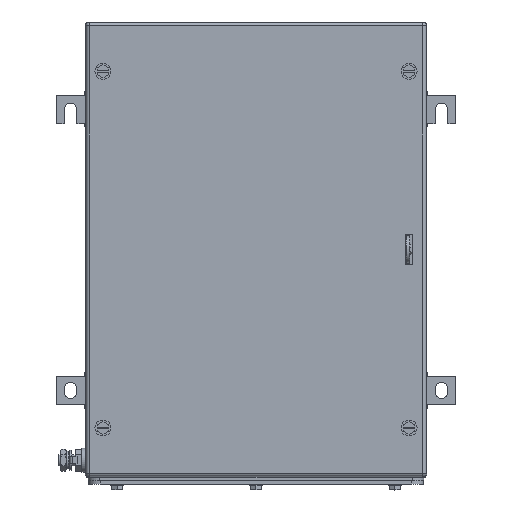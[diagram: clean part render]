
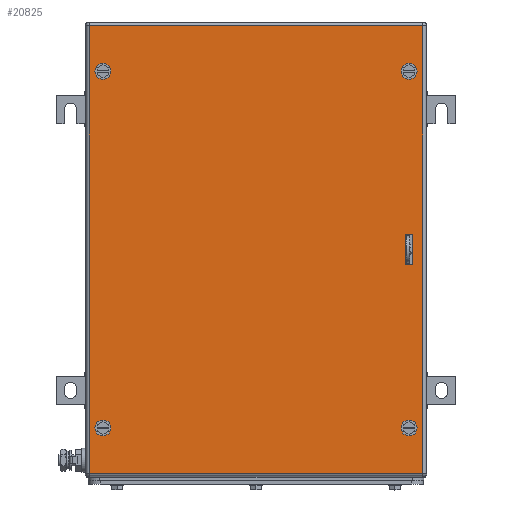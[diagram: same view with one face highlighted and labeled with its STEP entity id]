
A CAD part, top view. The second image highlights one B-rep face of the part: STEP entity #20825.
In plain terms, the highlighted planar face has unit normal (0, 0, 1).
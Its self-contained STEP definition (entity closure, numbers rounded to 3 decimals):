
#20665=AXIS2_PLACEMENT_3D('Circle Axis2P3D',#20663,#20664,$) ;
#20692=AXIS2_PLACEMENT_3D('Plane Axis2P3D',#20689,#20690,#20691) ;
#20730=AXIS2_PLACEMENT_3D('Circle Axis2P3D',#20728,#20729,$) ;
#20739=AXIS2_PLACEMENT_3D('Circle Axis2P3D',#20737,#20738,$) ;
#20748=AXIS2_PLACEMENT_3D('Circle Axis2P3D',#20746,#20747,$) ;
#20757=AXIS2_PLACEMENT_3D('Circle Axis2P3D',#20755,#20756,$) ;
#20766=AXIS2_PLACEMENT_3D('Circle Axis2P3D',#20764,#20765,$) ;
#20775=AXIS2_PLACEMENT_3D('Circle Axis2P3D',#20773,#20774,$) ;
#20784=AXIS2_PLACEMENT_3D('Circle Axis2P3D',#20782,#20783,$) ;
#20660=CARTESIAN_POINT('Vertex',(44.5,367.75,153.5)) ;
#20663=CARTESIAN_POINT('Axis2P3D Location',(41.,367.75,153.5)) ;
#20667=CARTESIAN_POINT('Vertex',(37.5,367.75,153.5)) ;
#20689=CARTESIAN_POINT('Axis2P3D Location',(175.5,211.,153.5)) ;
#20694=CARTESIAN_POINT('Line Origine',(175.5,407.5,153.5)) ;
#20698=CARTESIAN_POINT('Vertex',(322.,407.5,153.5)) ;
#20700=CARTESIAN_POINT('Vertex',(29.,407.5,153.5)) ;
#20703=CARTESIAN_POINT('Line Origine',(29.,211.,153.5)) ;
#20707=CARTESIAN_POINT('Vertex',(29.,14.5,153.5)) ;
#20710=CARTESIAN_POINT('Line Origine',(175.5,14.5,153.5)) ;
#20714=CARTESIAN_POINT('Vertex',(322.,14.5,153.5)) ;
#20717=CARTESIAN_POINT('Line Origine',(322.,211.,153.5)) ;
#20728=CARTESIAN_POINT('Axis2P3D Location',(41.,367.75,153.5)) ;
#20737=CARTESIAN_POINT('Axis2P3D Location',(41.,54.25,153.5)) ;
#20741=CARTESIAN_POINT('Vertex',(37.5,54.25,153.5)) ;
#20743=CARTESIAN_POINT('Vertex',(44.5,54.25,153.5)) ;
#20746=CARTESIAN_POINT('Axis2P3D Location',(41.,54.25,153.5)) ;
#20755=CARTESIAN_POINT('Axis2P3D Location',(310.,54.25,153.5)) ;
#20759=CARTESIAN_POINT('Vertex',(313.5,54.25,153.5)) ;
#20761=CARTESIAN_POINT('Vertex',(306.5,54.25,153.5)) ;
#20764=CARTESIAN_POINT('Axis2P3D Location',(310.,54.25,153.5)) ;
#20773=CARTESIAN_POINT('Axis2P3D Location',(310.,367.75,153.5)) ;
#20777=CARTESIAN_POINT('Vertex',(313.5,367.75,153.5)) ;
#20779=CARTESIAN_POINT('Vertex',(306.5,367.75,153.5)) ;
#20782=CARTESIAN_POINT('Axis2P3D Location',(310.,367.75,153.5)) ;
#20791=CARTESIAN_POINT('Line Origine',(309.75,197.5,153.5)) ;
#20795=CARTESIAN_POINT('Vertex',(313.,197.5,153.5)) ;
#20797=CARTESIAN_POINT('Vertex',(306.5,197.5,153.5)) ;
#20800=CARTESIAN_POINT('Line Origine',(306.5,211.,153.5)) ;
#20804=CARTESIAN_POINT('Vertex',(306.5,224.5,153.5)) ;
#20807=CARTESIAN_POINT('Line Origine',(309.75,224.5,153.5)) ;
#20811=CARTESIAN_POINT('Vertex',(313.,224.5,153.5)) ;
#20814=CARTESIAN_POINT('Line Origine',(313.,211.,153.5)) ;
#20664=DIRECTION('Axis2P3D Direction',(0.,0.,1.)) ;
#20690=DIRECTION('Axis2P3D Direction',(0.,0.,1.)) ;
#20691=DIRECTION('Axis2P3D XDirection',(1.,0.,0.)) ;
#20695=DIRECTION('Vector Direction',(1.,0.,0.)) ;
#20704=DIRECTION('Vector Direction',(0.,-1.,0.)) ;
#20711=DIRECTION('Vector Direction',(1.,0.,0.)) ;
#20718=DIRECTION('Vector Direction',(0.,1.,0.)) ;
#20729=DIRECTION('Axis2P3D Direction',(0.,0.,1.)) ;
#20738=DIRECTION('Axis2P3D Direction',(0.,0.,1.)) ;
#20747=DIRECTION('Axis2P3D Direction',(0.,0.,1.)) ;
#20756=DIRECTION('Axis2P3D Direction',(0.,0.,1.)) ;
#20765=DIRECTION('Axis2P3D Direction',(0.,0.,1.)) ;
#20774=DIRECTION('Axis2P3D Direction',(0.,0.,1.)) ;
#20783=DIRECTION('Axis2P3D Direction',(0.,0.,1.)) ;
#20792=DIRECTION('Vector Direction',(-1.,0.,0.)) ;
#20801=DIRECTION('Vector Direction',(0.,1.,0.)) ;
#20808=DIRECTION('Vector Direction',(1.,0.,0.)) ;
#20815=DIRECTION('Vector Direction',(0.,-1.,0.)) ;
#20696=VECTOR('Line Direction',#20695,1.) ;
#20705=VECTOR('Line Direction',#20704,1.) ;
#20712=VECTOR('Line Direction',#20711,1.) ;
#20719=VECTOR('Line Direction',#20718,1.) ;
#20793=VECTOR('Line Direction',#20792,1.) ;
#20802=VECTOR('Line Direction',#20801,1.) ;
#20809=VECTOR('Line Direction',#20808,1.) ;
#20816=VECTOR('Line Direction',#20815,1.) ;
#20723=ORIENTED_EDGE('',*,*,#20702,.T.) ;
#20724=ORIENTED_EDGE('',*,*,#20709,.T.) ;
#20725=ORIENTED_EDGE('',*,*,#20716,.T.) ;
#20726=ORIENTED_EDGE('',*,*,#20721,.T.) ;
#20734=ORIENTED_EDGE('',*,*,#20732,.F.) ;
#20735=ORIENTED_EDGE('',*,*,#20669,.F.) ;
#20752=ORIENTED_EDGE('',*,*,#20745,.F.) ;
#20753=ORIENTED_EDGE('',*,*,#20750,.F.) ;
#20770=ORIENTED_EDGE('',*,*,#20763,.F.) ;
#20771=ORIENTED_EDGE('',*,*,#20768,.F.) ;
#20788=ORIENTED_EDGE('',*,*,#20781,.F.) ;
#20789=ORIENTED_EDGE('',*,*,#20786,.F.) ;
#20820=ORIENTED_EDGE('',*,*,#20799,.T.) ;
#20821=ORIENTED_EDGE('',*,*,#20806,.T.) ;
#20822=ORIENTED_EDGE('',*,*,#20813,.T.) ;
#20823=ORIENTED_EDGE('',*,*,#20818,.T.) ;
#20736=FACE_BOUND('',#20733,.T.) ;
#20754=FACE_BOUND('',#20751,.T.) ;
#20772=FACE_BOUND('',#20769,.T.) ;
#20790=FACE_BOUND('',#20787,.T.) ;
#20824=FACE_BOUND('',#20819,.T.) ;
#20825=ADVANCED_FACE('ZUB_KTB_MH_403015_1GP_AllCATPart.1\\ZUB_DE_KTB_MH_458x382.1\\DE_KTB_MH_PART_MASTER.1\\Koerper.2',(#20727,#20736,#20754,#20772,#20790,#20824),#20693,.T.) ;
#20666=CIRCLE('generated circle',#20665,3.5) ;
#20731=CIRCLE('generated circle',#20730,3.5) ;
#20740=CIRCLE('generated circle',#20739,3.5) ;
#20749=CIRCLE('generated circle',#20748,3.5) ;
#20758=CIRCLE('generated circle',#20757,3.5) ;
#20767=CIRCLE('generated circle',#20766,3.5) ;
#20776=CIRCLE('generated circle',#20775,3.5) ;
#20785=CIRCLE('generated circle',#20784,3.5) ;
#20669=EDGE_CURVE('',#20661,#20668,#20666,.T.) ;
#20702=EDGE_CURVE('',#20699,#20701,#20697,.F.) ;
#20709=EDGE_CURVE('',#20701,#20708,#20706,.T.) ;
#20716=EDGE_CURVE('',#20708,#20715,#20713,.T.) ;
#20721=EDGE_CURVE('',#20715,#20699,#20720,.T.) ;
#20732=EDGE_CURVE('',#20668,#20661,#20731,.T.) ;
#20745=EDGE_CURVE('',#20742,#20744,#20740,.T.) ;
#20750=EDGE_CURVE('',#20744,#20742,#20749,.T.) ;
#20763=EDGE_CURVE('',#20760,#20762,#20758,.T.) ;
#20768=EDGE_CURVE('',#20762,#20760,#20767,.T.) ;
#20781=EDGE_CURVE('',#20778,#20780,#20776,.T.) ;
#20786=EDGE_CURVE('',#20780,#20778,#20785,.T.) ;
#20799=EDGE_CURVE('',#20796,#20798,#20794,.T.) ;
#20806=EDGE_CURVE('',#20798,#20805,#20803,.T.) ;
#20813=EDGE_CURVE('',#20805,#20812,#20810,.T.) ;
#20818=EDGE_CURVE('',#20812,#20796,#20817,.T.) ;
#20722=EDGE_LOOP('',(#20723,#20724,#20725,#20726)) ;
#20733=EDGE_LOOP('',(#20734,#20735)) ;
#20751=EDGE_LOOP('',(#20752,#20753)) ;
#20769=EDGE_LOOP('',(#20770,#20771)) ;
#20787=EDGE_LOOP('',(#20788,#20789)) ;
#20819=EDGE_LOOP('',(#20820,#20821,#20822,#20823)) ;
#20727=FACE_OUTER_BOUND('',#20722,.T.) ;
#20697=LINE('Line',#20694,#20696) ;
#20706=LINE('Line',#20703,#20705) ;
#20713=LINE('Line',#20710,#20712) ;
#20720=LINE('Line',#20717,#20719) ;
#20794=LINE('Line',#20791,#20793) ;
#20803=LINE('Line',#20800,#20802) ;
#20810=LINE('Line',#20807,#20809) ;
#20817=LINE('Line',#20814,#20816) ;
#20693=PLANE('',#20692) ;
#20661=VERTEX_POINT('',#20660) ;
#20668=VERTEX_POINT('',#20667) ;
#20699=VERTEX_POINT('',#20698) ;
#20701=VERTEX_POINT('',#20700) ;
#20708=VERTEX_POINT('',#20707) ;
#20715=VERTEX_POINT('',#20714) ;
#20742=VERTEX_POINT('',#20741) ;
#20744=VERTEX_POINT('',#20743) ;
#20760=VERTEX_POINT('',#20759) ;
#20762=VERTEX_POINT('',#20761) ;
#20778=VERTEX_POINT('',#20777) ;
#20780=VERTEX_POINT('',#20779) ;
#20796=VERTEX_POINT('',#20795) ;
#20798=VERTEX_POINT('',#20797) ;
#20805=VERTEX_POINT('',#20804) ;
#20812=VERTEX_POINT('',#20811) ;
